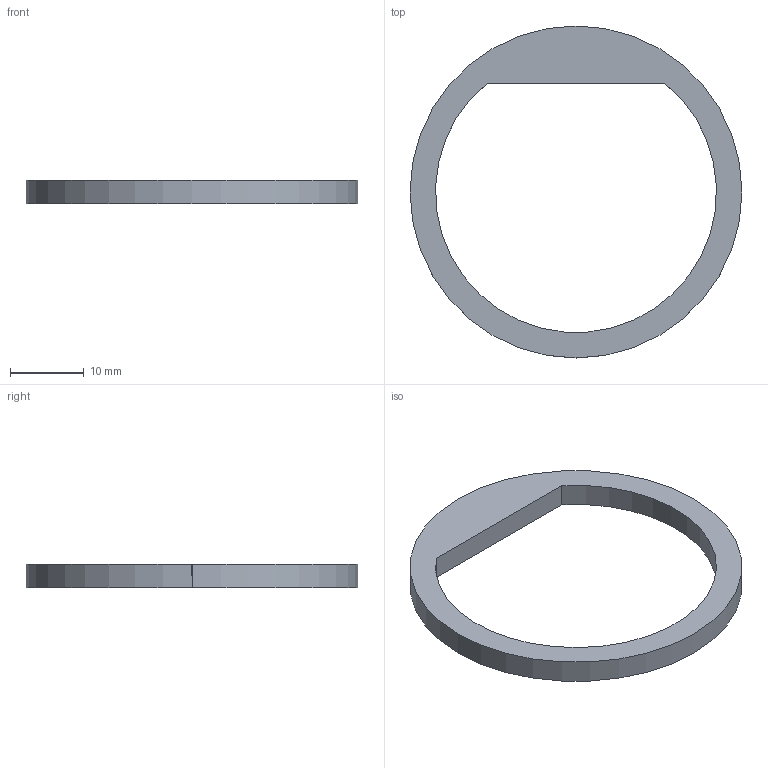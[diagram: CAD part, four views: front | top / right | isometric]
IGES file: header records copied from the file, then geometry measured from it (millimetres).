
Start section:  PTC IGES file: c-16-04978-a-3d.igs
Global section: file name: c-16-04978-a-3d.igs; native system: Creo Parametric by PTC Inc.; preprocessor: 2016050; author: workeradm; organization: Unknown; units: millimetre
Bounding box: 45 x 45 x 3.17 mm (x, y, z)
Surface area: 1864.6 mm2 (no closed solid volume)
Topology: 0 solids, 0 shells, 6 faces, 24 edges, 24 vertices
Faces by surface type: bspline 3, revolution 3
